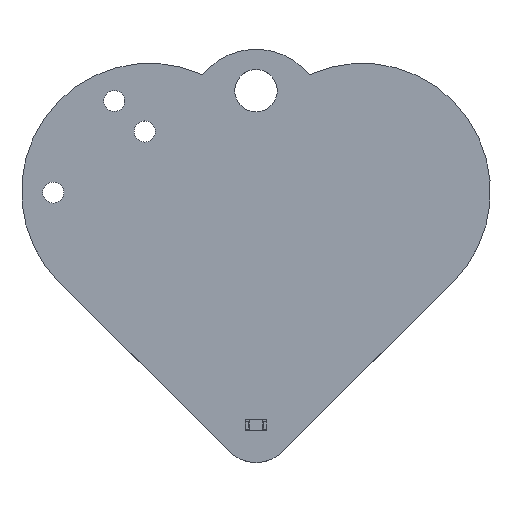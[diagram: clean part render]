
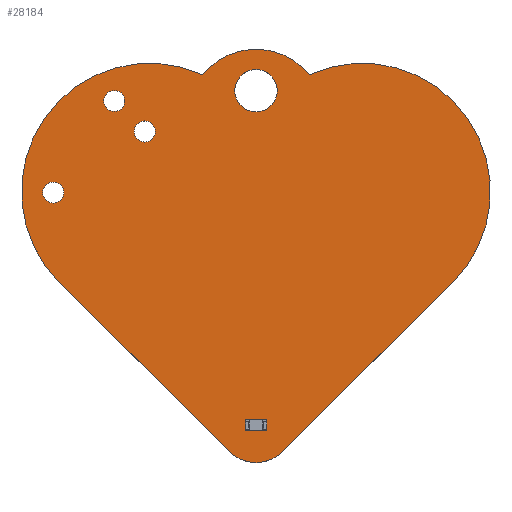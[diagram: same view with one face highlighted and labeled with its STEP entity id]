
A CAD part, top view. The second image highlights one B-rep face of the part: STEP entity #28184.
In plain terms, the highlighted planar face has unit normal (0, 0, 1).
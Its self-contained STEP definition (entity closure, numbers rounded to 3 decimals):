
#28005 = VERTEX_POINT('',#28006);
#28006 = CARTESIAN_POINT('',(70.,-30.5,0.8));
#28012 = EDGE_CURVE('',#28005,#28013,#28015,.T.);
#28013 = VERTEX_POINT('',#28014);
#28014 = CARTESIAN_POINT('',(75.,-30.5,0.8));
#28015 = CIRCLE('',#28016,3.202);
#28016 = AXIS2_PLACEMENT_3D('',#28017,#28018,#28019);
#28017 = CARTESIAN_POINT('',(72.5,-32.5,0.8));
#28018 = DIRECTION('',(0.,0.,-1.));
#28019 = DIRECTION('',(-0.781,0.625,0.));
#28047 = VERTEX_POINT('',#28048);
#28048 = CARTESIAN_POINT('',(63.228,-40.272,0.8));
#28054 = EDGE_CURVE('',#28047,#28005,#28055,.T.);
#28055 = CIRCLE('',#28056,6.042);
#28056 = AXIS2_PLACEMENT_3D('',#28057,#28058,#28059);
#28057 = CARTESIAN_POINT('',(67.5,-36.,0.8));
#28058 = DIRECTION('',(0.,0.,-1.));
#28059 = DIRECTION('',(-0.707,-0.707,-0.));
#28078 = EDGE_CURVE('',#28013,#28079,#28081,.T.);
#28079 = VERTEX_POINT('',#28080);
#28080 = CARTESIAN_POINT('',(81.772,-40.272,0.8));
#28081 = CIRCLE('',#28082,6.042);
#28082 = AXIS2_PLACEMENT_3D('',#28083,#28084,#28085);
#28083 = CARTESIAN_POINT('',(77.5,-36.,0.8));
#28084 = DIRECTION('',(0.,0.,-1.));
#28085 = DIRECTION('',(-0.414,0.91,-0.));
#28184 = ADVANCED_FACE('',(#28185,#28213,#28224,#28235,#28246),#28257,
  .T.);
#28185 = FACE_BOUND('',#28186,.T.);
#28186 = EDGE_LOOP('',(#28187,#28188,#28189,#28197,#28206,#28212));
#28187 = ORIENTED_EDGE('',*,*,#28012,.F.);
#28188 = ORIENTED_EDGE('',*,*,#28054,.F.);
#28189 = ORIENTED_EDGE('',*,*,#28190,.F.);
#28190 = EDGE_CURVE('',#28191,#28047,#28193,.T.);
#28191 = VERTEX_POINT('',#28192);
#28192 = CARTESIAN_POINT('',(71.25,-48.25,0.8));
#28193 = LINE('',#28194,#28195);
#28194 = CARTESIAN_POINT('',(71.25,-48.25,0.8));
#28195 = VECTOR('',#28196,1.);
#28196 = DIRECTION('',(-0.709,0.705,0.));
#28197 = ORIENTED_EDGE('',*,*,#28198,.F.);
#28198 = EDGE_CURVE('',#28199,#28191,#28201,.T.);
#28199 = VERTEX_POINT('',#28200);
#28200 = CARTESIAN_POINT('',(73.75,-48.25,0.8));
#28201 = CIRCLE('',#28202,1.768);
#28202 = AXIS2_PLACEMENT_3D('',#28203,#28204,#28205);
#28203 = CARTESIAN_POINT('',(72.5,-47.,0.8));
#28204 = DIRECTION('',(-0.,0.,-1.));
#28205 = DIRECTION('',(0.707,-0.707,-0.));
#28206 = ORIENTED_EDGE('',*,*,#28207,.F.);
#28207 = EDGE_CURVE('',#28079,#28199,#28208,.T.);
#28208 = LINE('',#28209,#28210);
#28209 = CARTESIAN_POINT('',(81.772,-40.272,0.8));
#28210 = VECTOR('',#28211,1.);
#28211 = DIRECTION('',(-0.709,-0.705,0.));
#28212 = ORIENTED_EDGE('',*,*,#28078,.F.);
#28213 = FACE_BOUND('',#28214,.T.);
#28214 = EDGE_LOOP('',(#28215));
#28215 = ORIENTED_EDGE('',*,*,#28216,.T.);
#28216 = EDGE_CURVE('',#28217,#28217,#28219,.T.);
#28217 = VERTEX_POINT('',#28218);
#28218 = CARTESIAN_POINT('',(62.954,-36.541,0.8));
#28219 = CIRCLE('',#28220,0.495);
#28220 = AXIS2_PLACEMENT_3D('',#28221,#28222,#28223);
#28221 = CARTESIAN_POINT('',(62.954,-36.046,0.8));
#28222 = DIRECTION('',(-0.,0.,-1.));
#28223 = DIRECTION('',(-0.,-1.,0.));
#28224 = FACE_BOUND('',#28225,.T.);
#28225 = EDGE_LOOP('',(#28226));
#28226 = ORIENTED_EDGE('',*,*,#28227,.T.);
#28227 = EDGE_CURVE('',#28228,#28228,#28230,.T.);
#28228 = VERTEX_POINT('',#28229);
#28229 = CARTESIAN_POINT('',(67.264,-33.668,0.8));
#28230 = CIRCLE('',#28231,0.495);
#28231 = AXIS2_PLACEMENT_3D('',#28232,#28233,#28234);
#28232 = CARTESIAN_POINT('',(67.264,-33.172,0.8));
#28233 = DIRECTION('',(-0.,0.,-1.));
#28234 = DIRECTION('',(-0.,-1.,0.));
#28235 = FACE_BOUND('',#28236,.T.);
#28236 = EDGE_LOOP('',(#28237));
#28237 = ORIENTED_EDGE('',*,*,#28238,.T.);
#28238 = EDGE_CURVE('',#28239,#28239,#28241,.T.);
#28239 = VERTEX_POINT('',#28240);
#28240 = CARTESIAN_POINT('',(65.828,-32.231,0.8));
#28241 = CIRCLE('',#28242,0.495);
#28242 = AXIS2_PLACEMENT_3D('',#28243,#28244,#28245);
#28243 = CARTESIAN_POINT('',(65.828,-31.736,0.8));
#28244 = DIRECTION('',(-0.,0.,-1.));
#28245 = DIRECTION('',(-0.,-1.,0.));
#28246 = FACE_BOUND('',#28247,.T.);
#28247 = EDGE_LOOP('',(#28248));
#28248 = ORIENTED_EDGE('',*,*,#28249,.F.);
#28249 = EDGE_CURVE('',#28250,#28250,#28252,.T.);
#28250 = VERTEX_POINT('',#28251);
#28251 = CARTESIAN_POINT('',(73.5,-31.25,0.8));
#28252 = CIRCLE('',#28253,1.);
#28253 = AXIS2_PLACEMENT_3D('',#28254,#28255,#28256);
#28254 = CARTESIAN_POINT('',(72.5,-31.25,0.8));
#28255 = DIRECTION('',(0.,0.,1.));
#28256 = DIRECTION('',(1.,0.,-0.));
#28257 = PLANE('',#28258);
#28258 = AXIS2_PLACEMENT_3D('',#28259,#28260,#28261);
#28259 = CARTESIAN_POINT('',(0.,0.,0.8));
#28260 = DIRECTION('',(0.,0.,1.));
#28261 = DIRECTION('',(1.,0.,-0.));
